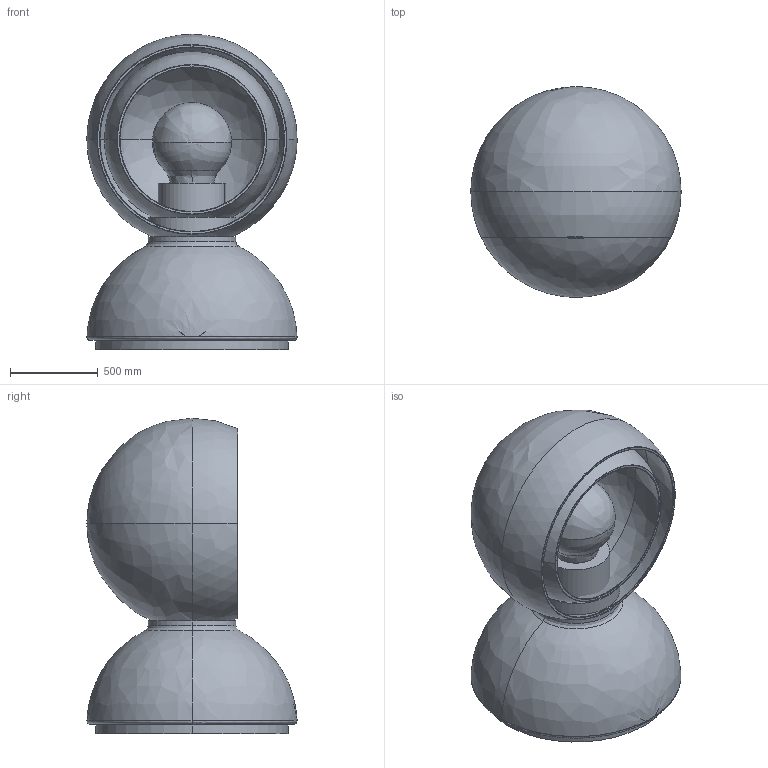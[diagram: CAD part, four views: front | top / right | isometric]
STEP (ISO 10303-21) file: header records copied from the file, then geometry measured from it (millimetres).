
FILE_DESCRIPTION(/* description */ (''),/* implementation_level */ '2;1');
FILE_NAME(/* name */ 'Eclisse_3D',/* time_stamp */ '2011-11-14T11:41:40+01:00',/* author */ (''),/* organization */ (''),/* preprocessor_version */ 'ST-DEVELOPER v10',/* originating_system */ '',/* authorisation */ '');
FILE_SCHEMA (('CONFIG_CONTROL_DESIGN'));
Length unit declared in the file: centimetre
Products named in the file (1): 1
Bounding box: 1200 x 1199.65 x 1800 mm (x, y, z)
Volume: 666800418.5 mm3; surface area: 18274889.6 mm2
Topology: 7 solids, 7 shells, 67 faces, 142 edges, 79 vertices
Faces by surface type: bspline 59, plane 8
Entity records: 2202 total; most frequent: CARTESIAN_POINT 1391, ORIENTED_EDGE 258, EDGE_CURVE 129, VERTEX_POINT 78, EDGE_LOOP 69, ADVANCED_FACE 67, FACE_OUTER_BOUND 67, DIRECTION 14
